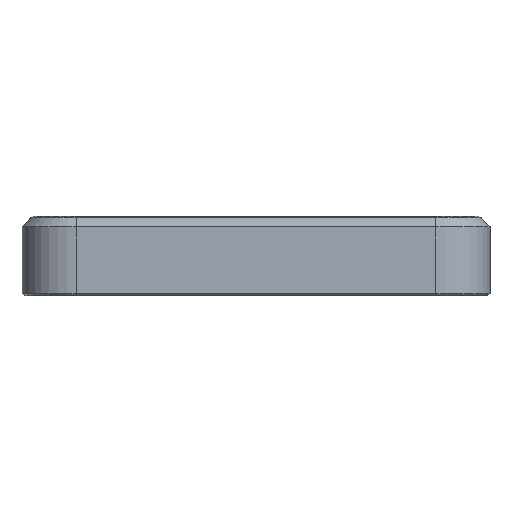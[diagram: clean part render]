
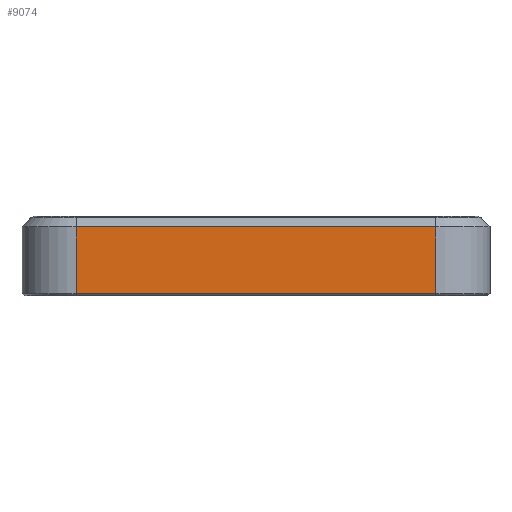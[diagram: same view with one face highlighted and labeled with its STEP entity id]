
A CAD part, left-side view. The second image highlights one B-rep face of the part: STEP entity #9074.
In plain terms, the highlighted planar face has unit normal (-1, 0, 0).
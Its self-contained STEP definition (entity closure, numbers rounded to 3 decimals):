
#232=PLANE('',#10182);
#794=FACE_OUTER_BOUND('',#1328,.T.);
#1328=EDGE_LOOP('',(#8227,#8228,#8229,#8230));
#2591=LINE('',#16027,#3259);
#2614=LINE('',#16198,#3282);
#2617=LINE('',#16207,#3285);
#2618=LINE('',#16209,#3286);
#3259=VECTOR('',#12941,10.);
#3282=VECTOR('',#13002,10.);
#3285=VECTOR('',#13017,10.);
#3286=VECTOR('',#13020,10.);
#4182=VERTEX_POINT('',#16021);
#4183=VERTEX_POINT('',#16025);
#4199=VERTEX_POINT('',#16192);
#4200=VERTEX_POINT('',#16196);
#5514=EDGE_CURVE('',#4182,#4183,#2591,.T.);
#5549=EDGE_CURVE('',#4200,#4199,#2614,.T.);
#5553=EDGE_CURVE('',#4182,#4199,#2617,.T.);
#5554=EDGE_CURVE('',#4183,#4200,#2618,.T.);
#8227=ORIENTED_EDGE('',*,*,#5514,.F.);
#8228=ORIENTED_EDGE('',*,*,#5553,.T.);
#8229=ORIENTED_EDGE('',*,*,#5549,.F.);
#8230=ORIENTED_EDGE('',*,*,#5554,.F.);
#9074=ADVANCED_FACE('',(#794),#232,.T.);
#10182=AXIS2_PLACEMENT_3D('',#16208,#13018,#13019);
#12941=DIRECTION('',(0.,1.,0.));
#13002=DIRECTION('',(0.,-1.,0.));
#13017=DIRECTION('',(0.,0.,1.));
#13018=DIRECTION('center_axis',(-1.,0.,0.));
#13019=DIRECTION('ref_axis',(0.,-1.,0.));
#13020=DIRECTION('',(0.,0.,1.));
#16021=CARTESIAN_POINT('',(-82.5,-35.,7.682));
#16025=CARTESIAN_POINT('',(-82.5,48.,7.682));
#16027=CARTESIAN_POINT('',(-82.5,27.25,7.682));
#16192=CARTESIAN_POINT('',(-82.5,-35.,23.135));
#16196=CARTESIAN_POINT('',(-82.5,48.,23.135));
#16198=CARTESIAN_POINT('',(-82.5,27.25,23.135));
#16207=CARTESIAN_POINT('',(-82.5,-35.,9.635));
#16208=CARTESIAN_POINT('Origin',(-82.5,48.,9.635));
#16209=CARTESIAN_POINT('',(-82.5,48.,9.635));
